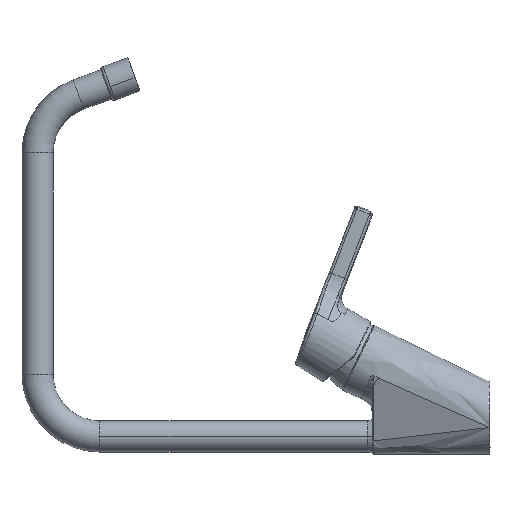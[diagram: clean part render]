
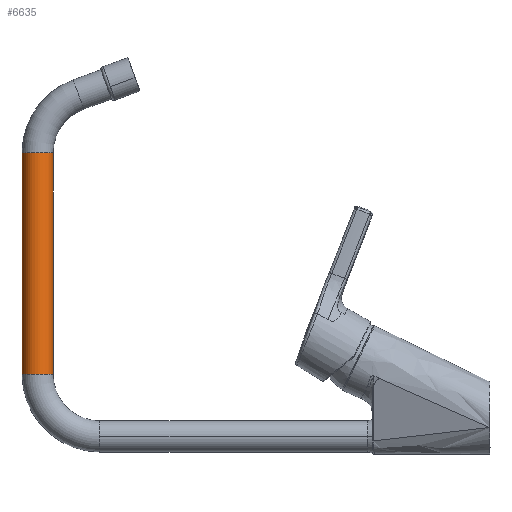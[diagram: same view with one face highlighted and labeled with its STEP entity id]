
A CAD part, left-side view. The second image highlights one B-rep face of the part: STEP entity #6635.
In plain terms, the highlighted cylindrical face has radius 10 mm (diameter 20 mm), a partial arc.
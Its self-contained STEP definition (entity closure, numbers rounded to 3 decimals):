
#619 = LINE ( 'NONE', #8783, #5119 ) ;
#1060 = CARTESIAN_POINT ( 'NONE',  ( 347.978, 450.782, 183.27 ) ) ;
#1130 = VERTEX_POINT ( 'NONE', #1060 ) ;
#1423 = EDGE_CURVE ( 'NONE', #9507, #11590, #619, .T. ) ;
#2033 = ORIENTED_EDGE ( 'NONE', *, *, #1423, .F. ) ;
#2443 = CARTESIAN_POINT ( 'NONE',  ( 347.978, 450.782, 41.116 ) ) ;
#3192 = AXIS2_PLACEMENT_3D ( 'NONE', #11089, #5351, #12050 ) ;
#3255 = DIRECTION ( 'NONE',  ( 0., 0., -1. ) ) ;
#3547 = ORIENTED_EDGE ( 'NONE', *, *, #7502, .F. ) ;
#3709 = CIRCLE ( 'NONE', #3192, 10. ) ;
#3980 = AXIS2_PLACEMENT_3D ( 'NONE', #11344, #5587, #12287 ) ;
#3983 = EDGE_LOOP ( 'NONE', ( #2033, #4683, #5588, #3547 ) ) ;
#4601 = LINE ( 'NONE', #6421, #10097 ) ;
#4683 = ORIENTED_EDGE ( 'NONE', *, *, #10304, .T. ) ;
#5047 = FACE_OUTER_BOUND ( 'NONE', #3983, .T. ) ;
#5119 = VECTOR ( 'NONE', #10704, 1000. ) ;
#5351 = DIRECTION ( 'NONE',  ( 0., 0., -1. ) ) ;
#5587 = DIRECTION ( 'NONE',  ( 0., 0., -1. ) ) ;
#5588 = ORIENTED_EDGE ( 'NONE', *, *, #7742, .T. ) ;
#6351 = CIRCLE ( 'NONE', #11683, 10. ) ;
#6421 = CARTESIAN_POINT ( 'NONE',  ( 347.978, 450.782, 183.27 ) ) ;
#6635 = ADVANCED_FACE ( 'NONE', ( #5047 ), #8758, .T. ) ;
#7502 = EDGE_CURVE ( 'NONE', #11590, #8497, #6351, .T. ) ;
#7742 = EDGE_CURVE ( 'NONE', #1130, #8497, #4601, .T. ) ;
#8477 = CARTESIAN_POINT ( 'NONE',  ( 347.978, 430.782, 183.27 ) ) ;
#8497 = VERTEX_POINT ( 'NONE', #2443 ) ;
#8758 = CYLINDRICAL_SURFACE ( 'NONE', #3980, 10. ) ;
#8783 = CARTESIAN_POINT ( 'NONE',  ( 347.978, 430.782, 183.27 ) ) ;
#8975 = CARTESIAN_POINT ( 'NONE',  ( 347.978, 440.782, 41.116 ) ) ;
#9303 = DIRECTION ( 'NONE',  ( 0., 0., -1. ) ) ;
#9507 = VERTEX_POINT ( 'NONE', #8477 ) ;
#9926 = DIRECTION ( 'NONE',  ( 0., 1., 0. ) ) ;
#10097 = VECTOR ( 'NONE', #9303, 1000. ) ;
#10304 = EDGE_CURVE ( 'NONE', #9507, #1130, #3709, .T. ) ;
#10704 = DIRECTION ( 'NONE',  ( 0., 0., -1. ) ) ;
#10844 = CARTESIAN_POINT ( 'NONE',  ( 347.978, 430.782, 41.116 ) ) ;
#11089 = CARTESIAN_POINT ( 'NONE',  ( 347.978, 440.782, 183.27 ) ) ;
#11344 = CARTESIAN_POINT ( 'NONE',  ( 347.978, 440.782, 183.27 ) ) ;
#11590 = VERTEX_POINT ( 'NONE', #10844 ) ;
#11683 = AXIS2_PLACEMENT_3D ( 'NONE', #8975, #3255, #9926 ) ;
#12050 = DIRECTION ( 'NONE',  ( 0., 1., 0. ) ) ;
#12287 = DIRECTION ( 'NONE',  ( 0., 1., 0. ) ) ;
